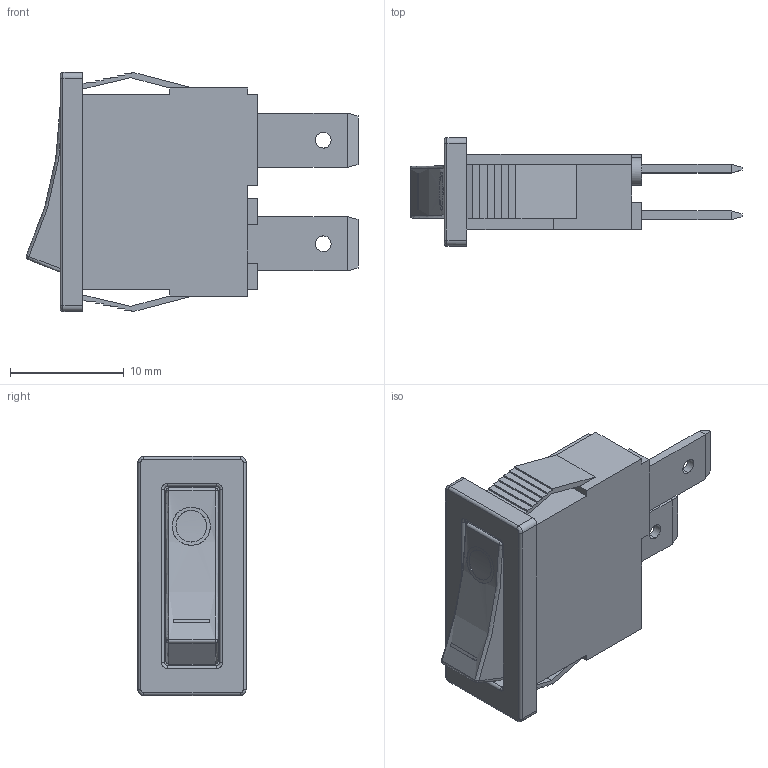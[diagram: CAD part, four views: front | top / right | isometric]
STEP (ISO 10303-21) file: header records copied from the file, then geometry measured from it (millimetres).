
FILE_DESCRIPTION(/* description */ (''),/* implementation_level */ '2;1');
FILE_NAME(/* name */ 'ROCKER~1',/* time_stamp */ '2017-12-09T15:25:03+01:00',/* author */ (''),/* organization */ (''),/* preprocessor_version */ 'ST-DEVELOPER v14',/* originating_system */ '',/* authorisation */ '');
FILE_SCHEMA (('AUTOMOTIVE_DESIGN'));
Length unit declared in the file: millimetre
Products named in the file (1): Document
Bounding box: 29.18 x 9.5 x 21.08 mm (x, y, z)
Volume: 2062.6 mm3; surface area: 2074.2 mm2
Topology: 3 solids, 7 shells, 156 faces, 413 edges, 264 vertices
Faces by surface type: plane 99, bspline 57
Entity records: 6499 total; most frequent: CARTESIAN_POINT 3812, ORIENTED_EDGE 792, EDGE_CURVE 408, B_SPLINE_CURVE_WITH_KNOTS 321, VERTEX_POINT 264, EDGE_LOOP 168, ADVANCED_FACE 156, FACE_OUTER_BOUND 156
